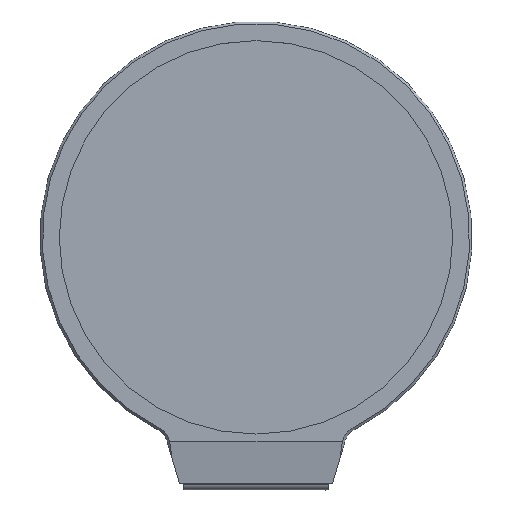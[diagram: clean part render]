
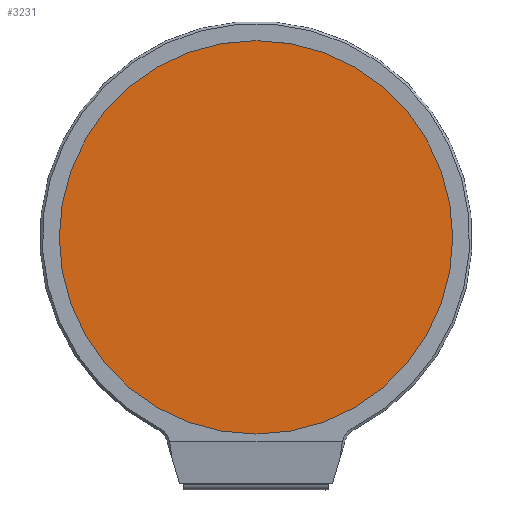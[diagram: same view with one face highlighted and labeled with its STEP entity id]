
A CAD part, top view. The second image highlights one B-rep face of the part: STEP entity #3231.
In plain terms, the highlighted planar face has unit normal (0, 0, 1).
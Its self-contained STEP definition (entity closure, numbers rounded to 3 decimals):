
#119=CIRCLE('',#3447,16.2);
#189=FACE_OUTER_BOUND('',#378,.T.);
#378=EDGE_LOOP('',(#2212));
#1408=VERTEX_POINT('',#4645);
#1724=EDGE_CURVE('',#1408,#1408,#119,.T.);
#2212=ORIENTED_EDGE('',*,*,#1724,.F.);
#3074=PLANE('',#3448);
#3231=ADVANCED_FACE('',(#189),#3074,.T.);
#3447=AXIS2_PLACEMENT_3D('',#4647,#3755,#3756);
#3448=AXIS2_PLACEMENT_3D('',#4648,#3757,#3758);
#3755=DIRECTION('center_axis',(0.,0.,-1.));
#3756=DIRECTION('ref_axis',(0.,1.,0.));
#3757=DIRECTION('center_axis',(0.,0.,1.));
#3758=DIRECTION('ref_axis',(1.,0.,0.));
#4645=CARTESIAN_POINT('',(0.,-16.2,1.4));
#4647=CARTESIAN_POINT('Origin',(0.,0.,1.4));
#4648=CARTESIAN_POINT('Origin',(0.,0.,1.4));
